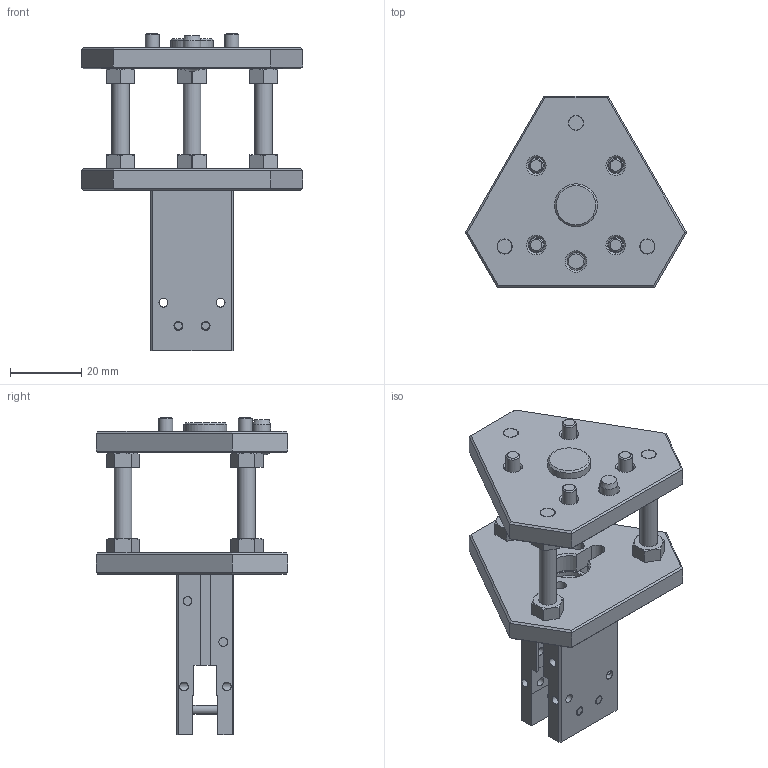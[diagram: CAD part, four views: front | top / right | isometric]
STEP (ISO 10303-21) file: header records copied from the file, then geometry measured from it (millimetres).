
FILE_DESCRIPTION(/* description */ (''),/* implementation_level */ '2;1');
FILE_NAME(/* name */ 'EOAT_Assembly_Gripper_Body-Only.step',/* time_stamp */ '2023-08-16T19:18:57+08:00',/* author */ (''),/* organization */ (''),/* preprocessor_version */ 'ST-DEVELOPER v20',/* originating_system */ 'Autodesk Translation Framework v12.9.0.99',/* authorisation */ '');
FILE_SCHEMA (('AUTOMOTIVE_DESIGN { 1 0 10303 214 3 1 1 }'));
Length unit declared in the file: millimetre
Products named in the file (9): EOAT_Assembly; FB4-10; EOAT_Faceplate-Mount; EOAT_Solenoid-Mount; FB5-40; MSH5-10; SLBNR5; HDP10(0); BodyHDP10
Assembly tree (18 placements, depth 3):
  EOAT_Assembly
    FB4-10  x4
    EOAT_Faceplate-Mount
    EOAT_Solenoid-Mount
    SLBNR5  x6
    FB5-40  x3
    MSH5-10
    HDP10(0)
      BodyHDP10
Bounding box: 62 x 53.69 x 89 mm (x, y, z)
Volume: 42183.5 mm3; surface area: 23142.6 mm2
Topology: 17 solids, 17 shells, 436 faces, 1036 edges, 649 vertices
Faces by surface type: plane 235, cylinder 104, cone 96, sphere 1
Full cylindrical faces by diameter (mm): 2 x4, 2.4 x4, 2.459 x8, 2.5 x10, 3.5 x2, 3.908 x4, 4.134 x6, 4.234 x3, 4.5 x4, 4.901 x3, 5 x2, 5.5 x3, 8 x4, 10 x3, 11 x1, 12 x1
Entity records: 7282 total; most frequent: CARTESIAN_POINT 1561, DIRECTION 1174, ORIENTED_EDGE 1066, EDGE_CURVE 533, AXIS2_PLACEMENT_3D 420, VERTEX_POINT 339, LINE 334, VECTOR 334
